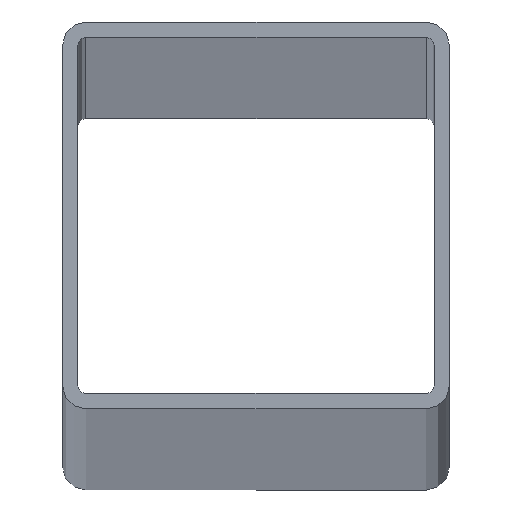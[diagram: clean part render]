
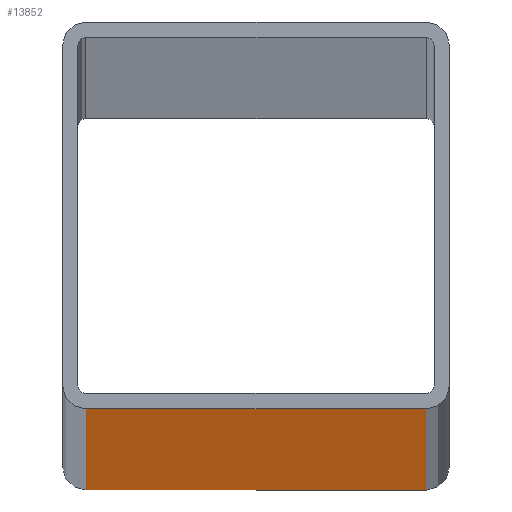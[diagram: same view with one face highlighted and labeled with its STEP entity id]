
A CAD part, top view. The second image highlights one B-rep face of the part: STEP entity #13852.
In plain terms, the highlighted planar face has unit normal (0, -1, 0).
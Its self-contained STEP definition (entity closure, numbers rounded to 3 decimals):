
#733 = CARTESIAN_POINT ( 'NONE',  ( 22., -25., 3000. ) ) ;
#1340 = EDGE_CURVE ( 'NONE', #14070, #7380, #6638, .T. ) ;
#2076 = VECTOR ( 'NONE', #13172, 1000. ) ;
#2269 = EDGE_CURVE ( 'NONE', #12830, #2741, #5719, .T. ) ;
#2741 = VERTEX_POINT ( 'NONE', #3874 ) ;
#3865 = VECTOR ( 'NONE', #8554, 1000. ) ;
#3874 = CARTESIAN_POINT ( 'NONE',  ( 22., -25., -3000. ) ) ;
#4254 = CARTESIAN_POINT ( 'NONE',  ( -22., -25., 3000. ) ) ;
#5533 = EDGE_LOOP ( 'NONE', ( #14910, #9221, #6813, #8075 ) ) ;
#5606 = DIRECTION ( 'NONE',  ( 0., 1., 0. ) ) ;
#5719 = LINE ( 'NONE', #11532, #10958 ) ;
#6638 = LINE ( 'NONE', #10983, #13855 ) ;
#6813 = ORIENTED_EDGE ( 'NONE', *, *, #1340, .F. ) ;
#7380 = VERTEX_POINT ( 'NONE', #733 ) ;
#7437 = CARTESIAN_POINT ( 'NONE',  ( 22., -25., 3000. ) ) ;
#7984 = LINE ( 'NONE', #7437, #3865 ) ;
#8075 = ORIENTED_EDGE ( 'NONE', *, *, #13555, .T. ) ;
#8554 = DIRECTION ( 'NONE',  ( 0., 0., -1. ) ) ;
#8998 = PLANE ( 'NONE',  #10244 ) ;
#9093 = DIRECTION ( 'NONE',  ( -1., 0., 0. ) ) ;
#9221 = ORIENTED_EDGE ( 'NONE', *, *, #14650, .F. ) ;
#9279 = DIRECTION ( 'NONE',  ( 1., 0., 0. ) ) ;
#10244 = AXIS2_PLACEMENT_3D ( 'NONE', #4254, #5606, #9093 ) ;
#10654 = CARTESIAN_POINT ( 'NONE',  ( -22., -25., 3000. ) ) ;
#10958 = VECTOR ( 'NONE', #9279, 1000. ) ;
#10983 = CARTESIAN_POINT ( 'NONE',  ( -22., -25., 3000. ) ) ;
#11532 = CARTESIAN_POINT ( 'NONE',  ( -22., -25., -3000. ) ) ;
#12330 = FACE_OUTER_BOUND ( 'NONE', #5533, .T. ) ;
#12830 = VERTEX_POINT ( 'NONE', #13549 ) ;
#13064 = LINE ( 'NONE', #14221, #2076 ) ;
#13172 = DIRECTION ( 'NONE',  ( 0., 0., -1. ) ) ;
#13294 = DIRECTION ( 'NONE',  ( 1., 0., 0. ) ) ;
#13549 = CARTESIAN_POINT ( 'NONE',  ( -22., -25., -3000. ) ) ;
#13555 = EDGE_CURVE ( 'NONE', #14070, #12830, #13064, .T. ) ;
#13852 = ADVANCED_FACE ( 'NONE', ( #12330 ), #8998, .F. ) ;
#13855 = VECTOR ( 'NONE', #13294, 1000. ) ;
#14070 = VERTEX_POINT ( 'NONE', #10654 ) ;
#14221 = CARTESIAN_POINT ( 'NONE',  ( -22., -25., 3000. ) ) ;
#14650 = EDGE_CURVE ( 'NONE', #7380, #2741, #7984, .T. ) ;
#14910 = ORIENTED_EDGE ( 'NONE', *, *, #2269, .T. ) ;
